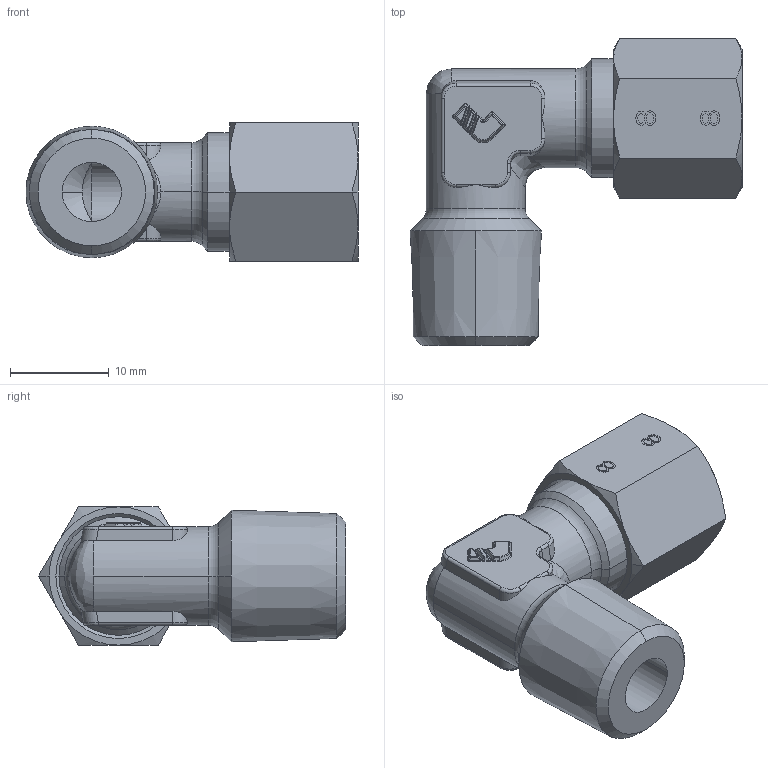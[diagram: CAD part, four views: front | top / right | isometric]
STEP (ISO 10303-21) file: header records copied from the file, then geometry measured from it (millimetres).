
FILE_DESCRIPTION(('STEP AP214'),'1');
FILE_NAME('1809_08_13.stp','2016-07-07T14:24:44',('TraceParts'),('TraceParts S.A.'),'Spatial InterOp 3D',' ',' ');
FILE_SCHEMA(('automotive_design'));
Length unit declared in the file: millimetre
Products named in the file (3): Solide1; Solide2; Solide3
Bounding box: 33.61 x 31.08 x 14 mm (x, y, z)
Volume: 4302.1 mm3; surface area: 4209.1 mm2
Topology: 3 solids, 3 shells, 442 faces, 1127 edges, 703 vertices
Faces by surface type: plane 218, cylinder 124, cone 47, bspline 23, torus 18, sphere 12
Entity records: 18815 total; most frequent: CARTESIAN_POINT 4619, ORIENTED_EDGE 2254, DIRECTION 2171, EDGE_CURVE 1127, AXIS2_PLACEMENT_3D 724, LINE 723, VECTOR 723, VERTEX_POINT 703
